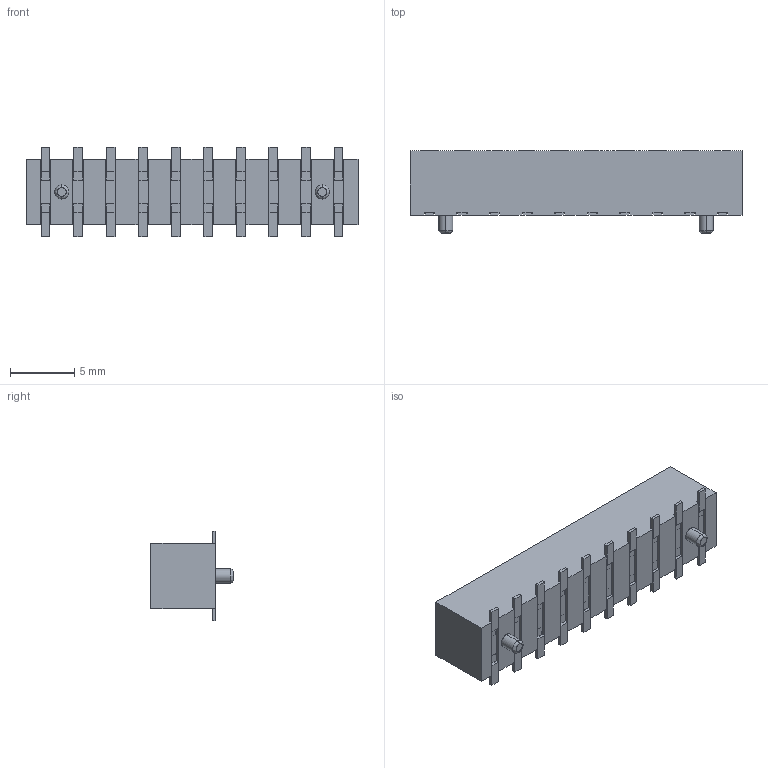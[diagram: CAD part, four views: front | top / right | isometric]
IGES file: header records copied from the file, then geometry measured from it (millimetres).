
Start section: SolidWorks IGES file using analytic representation for surfaces
Global section: file name: BCSSM-1 body 2x10.IGS; native system: SolidWorks 2014; preprocessor: SolidWorks 2014; author: ewilson; date: 141024.110900; units: inch
Bounding box: 25.9 x 6.4 x 7 mm (x, y, z)
Surface area: 911.4 mm2 (no closed solid volume)
Topology: 0 solids, 0 shells, 356 faces, 1800 edges, 1800 vertices
Faces by surface type: bspline 352, revolution 4
